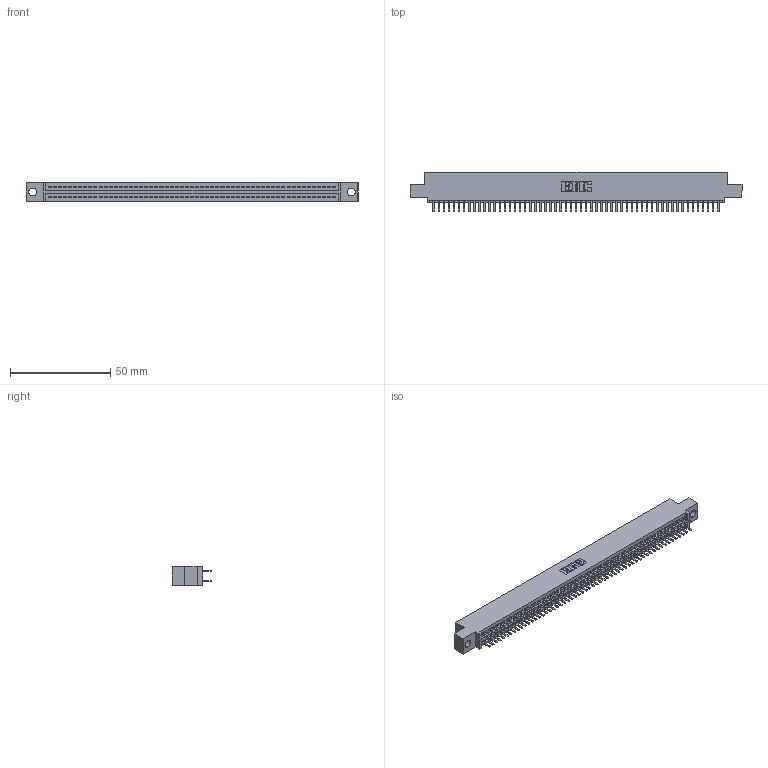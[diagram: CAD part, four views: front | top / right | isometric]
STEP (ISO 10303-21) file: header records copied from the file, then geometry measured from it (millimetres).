
FILE_DESCRIPTION (( 'STEP AP203' ), '1' );
FILE_NAME ('345-114-520-504.STEP', '2018-10-07T18:42:07', ( '' ), ( '' ), 'SwSTEP 2.0', 'SolidWorks 2016', '' );
FILE_SCHEMA (( 'CONFIG_CONTROL_DESIGN' ));
Length unit declared in the file: inch
Products named in the file (3): 345-292-001_345-293-120; 345 Part_0.110 Offset - 0.156 Dia-TH; 345-114-520-504
Assembly tree (115 placements, depth 2):
  345-114-520-504
    345 Part_0.110 Offset - 0.156 Dia-TH
    345-292-001_345-293-120  x114
Bounding box: 165.99 x 19.68 x 9.4 mm (x, y, z)
Volume: 16052.2 mm3; surface area: 23819.8 mm2
Topology: 115 solids, 115 shells, 6286 faces, 18251 edges, 11862 vertices
Faces by surface type: plane 4074, cylinder 2212
Entity records: 42953 total; most frequent: CARTESIAN_POINT 7200, ORIENTED_EDGE 7122, DIRECTION 6317, EDGE_CURVE 3561, VECTOR 3197, LINE 3197, VERTEX_POINT 2370, AXIS2_PLACEMENT_3D 1560
